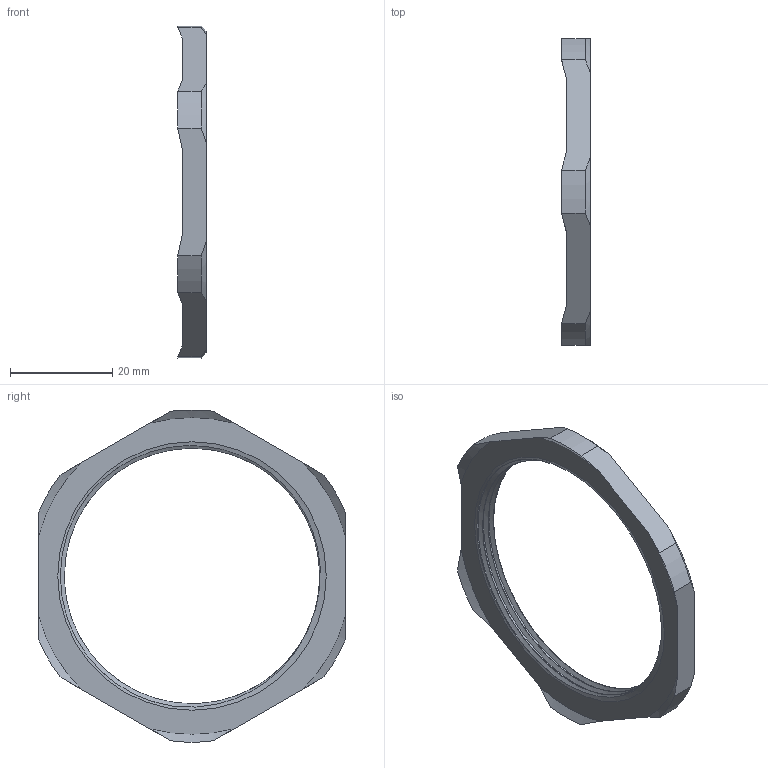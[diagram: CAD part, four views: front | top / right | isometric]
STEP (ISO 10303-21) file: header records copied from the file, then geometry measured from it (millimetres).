
FILE_DESCRIPTION(/* description */ ('EMV-Sechskantmutter M 50x1,5'),/* implementation_level */ '2;1');
FILE_NAME(/* name */ '61016550-RST.stp',/* time_stamp */ '2020-10-14T10:51:39+02:00',/* author */ ('sl'),/* organization */ (''),/* preprocessor_version */ 'ST-DEVELOPER v16.5',/* originating_system */ 'Autodesk Inventor 2017',/* authorisation */ '');
FILE_SCHEMA (('AUTOMOTIVE_DESIGN { 1 0 10303 214 3 1 1 }'));
Length unit declared in the file: millimetre
Products named in the file (1): Sechskantmutter-03-BT-0001-61016550
Bounding box: 5.6 x 60 x 64.94 mm (x, y, z)
Volume: 4685.7 mm3; surface area: 4040.2 mm2
Topology: 1 solids, 1 shells, 33 faces, 93 edges, 62 vertices
Faces by surface type: cone 15, cylinder 8, plane 8, bspline 2
Entity records: 1642 total; most frequent: CARTESIAN_POINT 839, ORIENTED_EDGE 178, DIRECTION 150, EDGE_CURVE 89, AXIS2_PLACEMENT_3D 63, VERTEX_POINT 60, EDGE_LOOP 37, FACE_OUTER_BOUND 33
